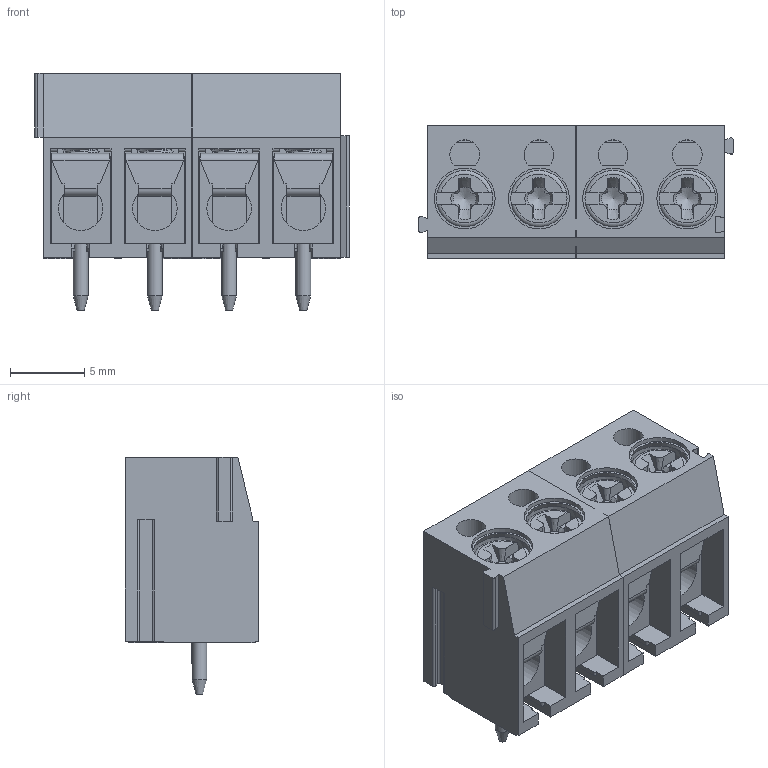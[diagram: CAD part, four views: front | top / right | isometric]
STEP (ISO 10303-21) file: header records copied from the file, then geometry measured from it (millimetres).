
FILE_DESCRIPTION( ( 'STEP AP214' ), '1' );
FILE_NAME( 'MA522-500M04-20230302.stp', '2023-03-02T06:24:17', ( ' ' ), ( ' ' ), 'XStep 1.0', ' ', ' ' );
FILE_SCHEMA( ( 'CONFIG_CONTROL_DESIGN) ( )' ) );
Length unit declared in the file: metre
Products named in the file (1): 1
Bounding box: 21.2 x 9 x 16 mm (x, y, z)
Volume: 1461.4 mm3; surface area: 3238.3 mm2
Topology: 1 solids, 1 shells, 570 faces, 1634 edges, 1082 vertices
Faces by surface type: plane 364, cylinder 122, cone 44, bspline 24, torus 16
Full cylindrical faces by diameter (mm): 1 x4, 3 x8, 4.1 x4
Entity records: 22173 total; most frequent: CARTESIAN_POINT 7851, ORIENTED_EDGE 3092, DIRECTION 2764, EDGE_CURVE 1546, VERTEX_POINT 1050, LINE 1006, VECTOR 1006, AXIS2_PLACEMENT_3D 879
